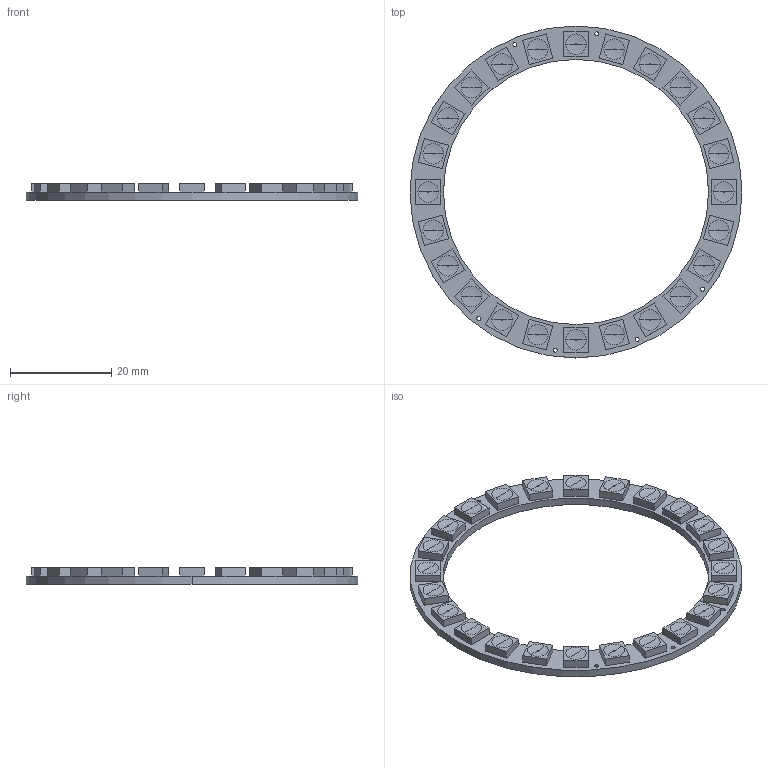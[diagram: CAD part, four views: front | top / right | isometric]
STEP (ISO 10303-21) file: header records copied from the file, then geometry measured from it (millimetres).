
FILE_DESCRIPTION (( 'STEP AP214' ), '1' );
FILE_NAME ('Neopixels_ring_x24.STEP', '2014-02-17T02:34:50', ( '' ), ( '' ), 'SwSTEP 2.0', 'SolidWorks 2013', '' );
FILE_SCHEMA (( 'AUTOMOTIVE_DESIGN' ));
Length unit declared in the file: inch
Products named in the file (1): Neopixels_ring_x24
Bounding box: 65.53 x 65.53 x 3.17 mm (x, y, z)
Volume: 2824.9 mm3; surface area: 3816.4 mm2
Topology: 1 solids, 1 shells, 668 faces, 1710 edges, 1140 vertices
Faces by surface type: plane 459, bspline 145, torus 48, cylinder 16
Entity records: 28716 total; most frequent: CARTESIAN_POINT 12952, ORIENTED_EDGE 3420, DIRECTION 2644, EDGE_CURVE 1710, LINE 1244, VECTOR 1244, VERTEX_POINT 1140, EDGE_LOOP 778
